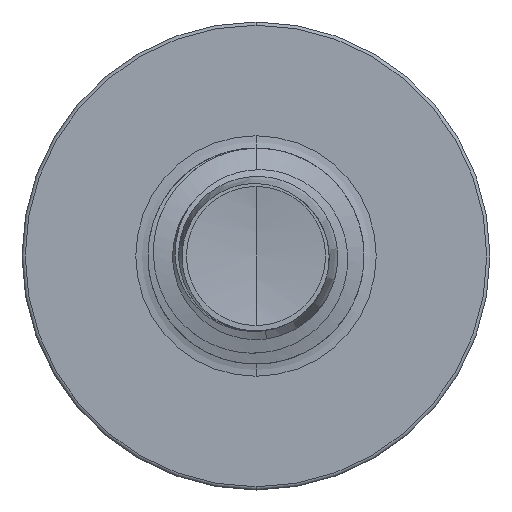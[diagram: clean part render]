
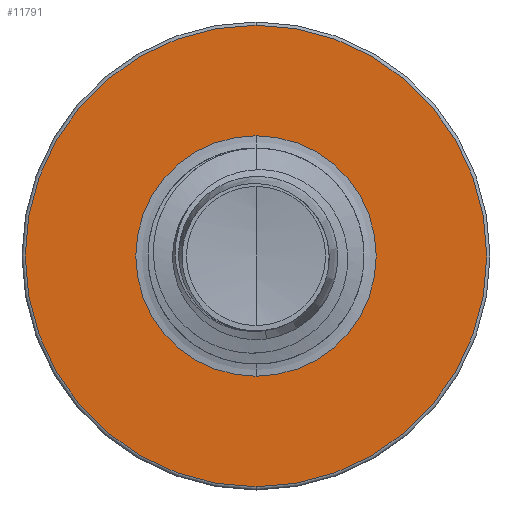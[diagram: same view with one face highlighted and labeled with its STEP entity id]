
A CAD part, front view. The second image highlights one B-rep face of the part: STEP entity #11791.
In plain terms, the highlighted planar face has unit normal (0, -1, 0).
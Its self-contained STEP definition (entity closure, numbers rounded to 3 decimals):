
#364 = ORIENTED_EDGE ( 'NONE', *, *, #11110, .T. ) ;
#416 = EDGE_LOOP ( 'NONE', ( #8477, #364 ) ) ;
#1015 = CARTESIAN_POINT ( 'NONE',  ( 0., 5., 3.205 ) ) ;
#1102 = CIRCLE ( 'NONE', #7404, 3.205 ) ;
#1200 = DIRECTION ( 'NONE',  ( 0., 0., 1. ) ) ;
#1215 = DIRECTION ( 'NONE',  ( 0., 1., 0. ) ) ;
#1219 = CARTESIAN_POINT ( 'NONE',  ( 0., 5., 0. ) ) ;
#1517 = AXIS2_PLACEMENT_3D ( 'NONE', #1219, #1215, #1200 ) ;
#1684 = DIRECTION ( 'NONE',  ( 0., 0., 1. ) ) ;
#1731 = DIRECTION ( 'NONE',  ( 0., 1., 0. ) ) ;
#1744 = CARTESIAN_POINT ( 'NONE',  ( 0., 5., 0. ) ) ;
#2894 = AXIS2_PLACEMENT_3D ( 'NONE', #1744, #1731, #1684 ) ;
#3455 = AXIS2_PLACEMENT_3D ( 'NONE', #4230, #4205, #4202 ) ;
#4202 = DIRECTION ( 'NONE',  ( 0., 0., 1. ) ) ;
#4205 = DIRECTION ( 'NONE',  ( 0., 1., 0. ) ) ;
#4230 = CARTESIAN_POINT ( 'NONE',  ( 0., 5., -1.67 ) ) ;
#4452 = ORIENTED_EDGE ( 'NONE', *, *, #7294, .F. ) ;
#4500 = PLANE ( 'NONE',  #3455 ) ;
#5950 = FACE_BOUND ( 'NONE', #416, .T. ) ;
#6665 = AXIS2_PLACEMENT_3D ( 'NONE', #8248, #8240, #8236 ) ;
#7265 = CIRCLE ( 'NONE', #1517, 3.205 ) ;
#7294 = EDGE_CURVE ( 'NONE', #8875, #12895, #1102, .T. ) ;
#7404 = AXIS2_PLACEMENT_3D ( 'NONE', #7435, #7434, #7414 ) ;
#7414 = DIRECTION ( 'NONE',  ( 0., 0., 1. ) ) ;
#7434 = DIRECTION ( 'NONE',  ( 0., 1., 0. ) ) ;
#7435 = CARTESIAN_POINT ( 'NONE',  ( 0., 5., 0. ) ) ;
#8236 = DIRECTION ( 'NONE',  ( 0., 0., 1. ) ) ;
#8240 = DIRECTION ( 'NONE',  ( 0., 1., 0. ) ) ;
#8248 = CARTESIAN_POINT ( 'NONE',  ( 0., 5., 0. ) ) ;
#8477 = ORIENTED_EDGE ( 'NONE', *, *, #11928, .T. ) ;
#8875 = VERTEX_POINT ( 'NONE', #1015 ) ;
#9110 = FACE_OUTER_BOUND ( 'NONE', #12231, .T. ) ;
#9416 = VERTEX_POINT ( 'NONE', #10502 ) ;
#9427 = CARTESIAN_POINT ( 'NONE',  ( 0., 5., 1.67 ) ) ;
#10094 = ORIENTED_EDGE ( 'NONE', *, *, #12558, .F. ) ;
#10502 = CARTESIAN_POINT ( 'NONE',  ( 0., 5., -1.67 ) ) ;
#11110 = EDGE_CURVE ( 'NONE', #9416, #12344, #11858, .T. ) ;
#11791 = ADVANCED_FACE ( 'NONE', ( #9110, #5950 ), #4500, .F. ) ;
#11858 = CIRCLE ( 'NONE', #6665, 1.67 ) ;
#11928 = EDGE_CURVE ( 'NONE', #12344, #9416, #12191, .T. ) ;
#12191 = CIRCLE ( 'NONE', #2894, 1.67 ) ;
#12231 = EDGE_LOOP ( 'NONE', ( #4452, #10094 ) ) ;
#12344 = VERTEX_POINT ( 'NONE', #9427 ) ;
#12558 = EDGE_CURVE ( 'NONE', #12895, #8875, #7265, .T. ) ;
#12895 = VERTEX_POINT ( 'NONE', #13304 ) ;
#13304 = CARTESIAN_POINT ( 'NONE',  ( 0., 5., -3.205 ) ) ;
